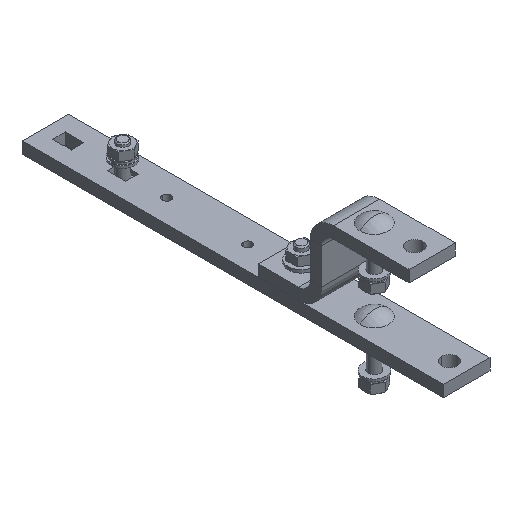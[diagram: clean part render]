
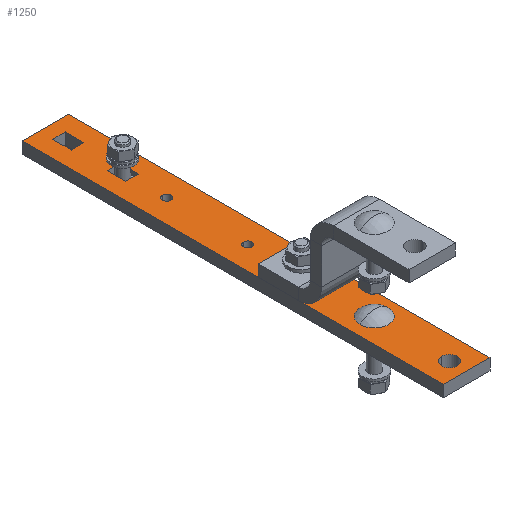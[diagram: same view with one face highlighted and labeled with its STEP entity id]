
A CAD part, isometric view. The second image highlights one B-rep face of the part: STEP entity #1250.
In plain terms, the highlighted planar face has unit normal (0, 0, 1).
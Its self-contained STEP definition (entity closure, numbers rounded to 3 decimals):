
#1250=ADVANCED_FACE('',(#2217,#2218,#2219,#2220,#2221,#2222,#2223,#2224),#2225,.F.);
#2217=FACE_OUTER_BOUND('',#3094,.T.);
#2218=FACE_BOUND('',#3095,.T.);
#2219=FACE_BOUND('',#3096,.T.);
#2220=FACE_BOUND('',#3097,.T.);
#2221=FACE_BOUND('',#3098,.T.);
#2222=FACE_BOUND('',#3099,.T.);
#2223=FACE_BOUND('',#3100,.T.);
#2224=FACE_BOUND('',#3101,.T.);
#2225=PLANE('',#3102);
#3094=EDGE_LOOP('',(#5195,#5196,#5197,#5198));
#3095=EDGE_LOOP('',(#5199,#5200));
#3096=EDGE_LOOP('',(#5201,#5202));
#3097=EDGE_LOOP('',(#5203,#5204,#5205,#5206));
#3098=EDGE_LOOP('',(#5207,#5208));
#3099=EDGE_LOOP('',(#5209,#5210,#5211,#5212));
#3100=EDGE_LOOP('',(#5213,#5214,#5215,#5216));
#3101=EDGE_LOOP('',(#5217,#5218,#5219,#5220));
#3102=AXIS2_PLACEMENT_3D('',#5221,#5222,#5223);
#5195=ORIENTED_EDGE('',*,*,#6199,.T.);
#5196=ORIENTED_EDGE('',*,*,#6200,.F.);
#5197=ORIENTED_EDGE('',*,*,#6201,.F.);
#5198=ORIENTED_EDGE('',*,*,#6202,.T.);
#5199=ORIENTED_EDGE('',*,*,#6190,.F.);
#5200=ORIENTED_EDGE('',*,*,#6188,.F.);
#5201=ORIENTED_EDGE('',*,*,#6193,.F.);
#5202=ORIENTED_EDGE('',*,*,#6183,.F.);
#5203=ORIENTED_EDGE('',*,*,#6203,.F.);
#5204=ORIENTED_EDGE('',*,*,#6204,.F.);
#5205=ORIENTED_EDGE('',*,*,#6205,.F.);
#5206=ORIENTED_EDGE('',*,*,#6206,.F.);
#5207=ORIENTED_EDGE('',*,*,#6196,.F.);
#5208=ORIENTED_EDGE('',*,*,#6178,.F.);
#5209=ORIENTED_EDGE('',*,*,#6207,.F.);
#5210=ORIENTED_EDGE('',*,*,#6208,.F.);
#5211=ORIENTED_EDGE('',*,*,#6209,.F.);
#5212=ORIENTED_EDGE('',*,*,#6210,.F.);
#5213=ORIENTED_EDGE('',*,*,#6211,.F.);
#5214=ORIENTED_EDGE('',*,*,#6212,.F.);
#5215=ORIENTED_EDGE('',*,*,#6213,.F.);
#5216=ORIENTED_EDGE('',*,*,#6214,.F.);
#5217=ORIENTED_EDGE('',*,*,#6215,.F.);
#5218=ORIENTED_EDGE('',*,*,#6216,.F.);
#5219=ORIENTED_EDGE('',*,*,#6217,.F.);
#5220=ORIENTED_EDGE('',*,*,#6218,.F.);
#5221=CARTESIAN_POINT('',(40.0,364.5,54.0));
#5222=DIRECTION('',(0.,0.,-1.0));
#5223=DIRECTION('',(0.,1.0,0.));
#6178=EDGE_CURVE('',#7361,#7357,#7363,.T.);
#6183=EDGE_CURVE('',#7370,#7366,#7372,.T.);
#6188=EDGE_CURVE('',#7379,#7375,#7381,.T.);
#6190=EDGE_CURVE('',#7375,#7379,#7383,.T.);
#6193=EDGE_CURVE('',#7366,#7370,#7386,.T.);
#6196=EDGE_CURVE('',#7357,#7361,#7389,.T.);
#6199=EDGE_CURVE('',#7392,#7393,#7394,.T.);
#6200=EDGE_CURVE('',#7395,#7393,#7396,.T.);
#6201=EDGE_CURVE('',#7397,#7395,#7398,.T.);
#6202=EDGE_CURVE('',#7397,#7392,#7399,.T.);
#6203=EDGE_CURVE('',#7400,#7401,#7402,.T.);
#6204=EDGE_CURVE('',#7403,#7400,#7404,.T.);
#6205=EDGE_CURVE('',#7405,#7403,#7406,.T.);
#6206=EDGE_CURVE('',#7401,#7405,#7407,.T.);
#6207=EDGE_CURVE('',#7408,#7409,#7410,.T.);
#6208=EDGE_CURVE('',#7411,#7408,#7412,.T.);
#6209=EDGE_CURVE('',#7413,#7411,#7414,.T.);
#6210=EDGE_CURVE('',#7409,#7413,#7415,.T.);
#6211=EDGE_CURVE('',#7416,#7417,#7418,.T.);
#6212=EDGE_CURVE('',#7419,#7416,#7420,.T.);
#6213=EDGE_CURVE('',#7421,#7419,#7422,.T.);
#6214=EDGE_CURVE('',#7417,#7421,#7423,.T.);
#6215=EDGE_CURVE('',#7424,#7425,#7426,.T.);
#6216=EDGE_CURVE('',#7427,#7424,#7428,.T.);
#6217=EDGE_CURVE('',#7429,#7427,#7430,.T.);
#6218=EDGE_CURVE('',#7425,#7429,#7431,.T.);
#7357=VERTEX_POINT('',#9378);
#7361=VERTEX_POINT('',#9383);
#7363=CIRCLE('',#9386,7.);
#7366=VERTEX_POINT('',#9389);
#7370=VERTEX_POINT('',#9394);
#7372=CIRCLE('',#9397,3.7);
#7375=VERTEX_POINT('',#9400);
#7379=VERTEX_POINT('',#9405);
#7381=CIRCLE('',#9408,3.7);
#7383=CIRCLE('',#9410,3.7);
#7386=CIRCLE('',#9413,3.7);
#7389=CIRCLE('',#9416,7.);
#7392=VERTEX_POINT('',#9419);
#7393=VERTEX_POINT('',#9420);
#7394=LINE('',#9421,#9422);
#7395=VERTEX_POINT('',#9423);
#7396=LINE('',#9424,#9425);
#7397=VERTEX_POINT('',#9426);
#7398=LINE('',#9427,#9428);
#7399=LINE('',#9429,#9430);
#7400=VERTEX_POINT('',#9431);
#7401=VERTEX_POINT('',#9432);
#7402=LINE('',#9433,#9434);
#7403=VERTEX_POINT('',#9435);
#7404=LINE('',#9436,#9437);
#7405=VERTEX_POINT('',#9438);
#7406=LINE('',#9439,#9440);
#7407=LINE('',#9441,#9442);
#7408=VERTEX_POINT('',#9443);
#7409=VERTEX_POINT('',#9444);
#7410=LINE('',#9445,#9446);
#7411=VERTEX_POINT('',#9447);
#7412=LINE('',#9448,#9449);
#7413=VERTEX_POINT('',#9450);
#7414=LINE('',#9451,#9452);
#7415=LINE('',#9453,#9454);
#7416=VERTEX_POINT('',#9455);
#7417=VERTEX_POINT('',#9456);
#7418=LINE('',#9457,#9458);
#7419=VERTEX_POINT('',#9459);
#7420=LINE('',#9460,#9461);
#7421=VERTEX_POINT('',#9462);
#7422=LINE('',#9463,#9464);
#7423=LINE('',#9465,#9466);
#7424=VERTEX_POINT('',#9467);
#7425=VERTEX_POINT('',#9468);
#7426=LINE('',#9469,#9470);
#7427=VERTEX_POINT('',#9471);
#7428=LINE('',#9472,#9473);
#7429=VERTEX_POINT('',#9474);
#7430=LINE('',#9475,#9476);
#7431=LINE('',#9477,#9478);
#9378=CARTESIAN_POINT('',(20.0,22.0,54.0));
#9383=CARTESIAN_POINT('',(20.0,8.0,54.0));
#9386=AXIS2_PLACEMENT_3D('',#10454,#10455,#10456);
#9389=CARTESIAN_POINT('',(20.0,263.2,54.0));
#9394=CARTESIAN_POINT('',(20.0,255.8,54.0));
#9397=AXIS2_PLACEMENT_3D('',#10462,#10463,#10464);
#9400=CARTESIAN_POINT('',(20.0,193.2,54.0));
#9405=CARTESIAN_POINT('',(20.0,185.8,54.0));
#9408=AXIS2_PLACEMENT_3D('',#10470,#10471,#10472);
#9410=AXIS2_PLACEMENT_3D('',#10473,#10474,#10475);
#9413=AXIS2_PLACEMENT_3D('',#10479,#10480,#10481);
#9416=AXIS2_PLACEMENT_3D('',#10485,#10486,#10487);
#9419=CARTESIAN_POINT('',(0.0,364.5,54.0));
#9420=CARTESIAN_POINT('',(0.,0.0,54.0));
#9421=CARTESIAN_POINT('',(0.0,364.5,54.0));
#9422=VECTOR('',#10491,1000.0);
#9423=CARTESIAN_POINT('',(40.0,0.0,54.0));
#9424=CARTESIAN_POINT('',(40.0,0.0,54.0));
#9425=VECTOR('',#10492,1000.0);
#9426=CARTESIAN_POINT('',(40.0,364.5,54.0));
#9427=CARTESIAN_POINT('',(40.0,364.5,54.0));
#9428=VECTOR('',#10493,1000.0);
#9429=CARTESIAN_POINT('',(40.0,364.5,54.0));
#9430=VECTOR('',#10494,1000.0);
#9431=CARTESIAN_POINT('',(14.5,88.0,54.0));
#9432=CARTESIAN_POINT('',(14.5,72.0,54.0));
#9433=CARTESIAN_POINT('',(14.5,72.0,54.0));
#9434=VECTOR('',#10495,1000.0);
#9435=CARTESIAN_POINT('',(25.5,88.0,54.0));
#9436=CARTESIAN_POINT('',(25.5,88.0,54.0));
#9437=VECTOR('',#10496,1000.0);
#9438=CARTESIAN_POINT('',(25.5,72.0,54.0));
#9439=CARTESIAN_POINT('',(25.5,72.0,54.0));
#9440=VECTOR('',#10497,1000.0);
#9441=CARTESIAN_POINT('',(25.5,72.0,54.0));
#9442=VECTOR('',#10498,1000.0);
#9443=CARTESIAN_POINT('',(14.5,151.0,54.0));
#9444=CARTESIAN_POINT('',(14.5,135.0,54.0));
#9445=CARTESIAN_POINT('',(14.5,135.0,54.0));
#9446=VECTOR('',#10499,1000.0);
#9447=CARTESIAN_POINT('',(25.5,151.0,54.0));
#9448=CARTESIAN_POINT('',(25.5,151.0,54.0));
#9449=VECTOR('',#10500,1000.0);
#9450=CARTESIAN_POINT('',(25.5,135.0,54.0));
#9451=CARTESIAN_POINT('',(25.5,135.0,54.0));
#9452=VECTOR('',#10501,1000.0);
#9453=CARTESIAN_POINT('',(25.5,135.0,54.0));
#9454=VECTOR('',#10502,1000.0);
#9455=CARTESIAN_POINT('',(14.5,352.5,54.0));
#9456=CARTESIAN_POINT('',(14.5,336.5,54.0));
#9457=CARTESIAN_POINT('',(14.5,336.5,54.0));
#9458=VECTOR('',#10503,1000.0);
#9459=CARTESIAN_POINT('',(25.5,352.5,54.0));
#9460=CARTESIAN_POINT('',(25.5,352.5,54.0));
#9461=VECTOR('',#10504,1000.0);
#9462=CARTESIAN_POINT('',(25.5,336.5,54.0));
#9463=CARTESIAN_POINT('',(25.5,336.5,54.0));
#9464=VECTOR('',#10505,1000.0);
#9465=CARTESIAN_POINT('',(25.5,336.5,54.0));
#9466=VECTOR('',#10506,1000.0);
#9467=CARTESIAN_POINT('',(14.5,305.5,54.0));
#9468=CARTESIAN_POINT('',(14.5,289.5,54.0));
#9469=CARTESIAN_POINT('',(14.5,289.5,54.0));
#9470=VECTOR('',#10507,1000.0);
#9471=CARTESIAN_POINT('',(25.5,305.5,54.0));
#9472=CARTESIAN_POINT('',(25.5,305.5,54.0));
#9473=VECTOR('',#10508,1000.0);
#9474=CARTESIAN_POINT('',(25.5,289.5,54.0));
#9475=CARTESIAN_POINT('',(25.5,289.5,54.0));
#9476=VECTOR('',#10509,1000.0);
#9477=CARTESIAN_POINT('',(25.5,289.5,54.0));
#9478=VECTOR('',#10510,1000.0);
#10454=CARTESIAN_POINT('',(20.0,15.0,54.0));
#10455=DIRECTION('',(0.,0.,1.0));
#10456=DIRECTION('',(0.,1.0,0.));
#10462=CARTESIAN_POINT('',(20.0,259.5,54.0));
#10463=DIRECTION('',(0.,0.,1.0));
#10464=DIRECTION('',(0.,1.0,0.));
#10470=CARTESIAN_POINT('',(20.0,189.5,54.0));
#10471=DIRECTION('',(0.,0.,1.0));
#10472=DIRECTION('',(0.,1.0,0.));
#10473=CARTESIAN_POINT('',(20.0,189.5,54.0));
#10474=DIRECTION('',(0.,0.,1.0));
#10475=DIRECTION('',(0.,1.0,0.));
#10479=CARTESIAN_POINT('',(20.0,259.5,54.0));
#10480=DIRECTION('',(0.,0.,1.0));
#10481=DIRECTION('',(0.,1.0,0.));
#10485=CARTESIAN_POINT('',(20.0,15.0,54.0));
#10486=DIRECTION('',(0.,0.,1.0));
#10487=DIRECTION('',(0.,1.0,0.));
#10491=DIRECTION('',(0.,-1.0,0.));
#10492=DIRECTION('',(-1.0,0.,0.));
#10493=DIRECTION('',(0.,-1.0,0.));
#10494=DIRECTION('',(-1.0,0.,0.));
#10495=DIRECTION('',(0.,-1.0,0.));
#10496=DIRECTION('',(-1.0,0.,0.));
#10497=DIRECTION('',(0.,1.0,0.));
#10498=DIRECTION('',(1.0,0.,0.));
#10499=DIRECTION('',(0.,-1.0,0.));
#10500=DIRECTION('',(-1.0,0.,0.));
#10501=DIRECTION('',(0.,1.0,0.));
#10502=DIRECTION('',(1.0,0.,0.));
#10503=DIRECTION('',(0.,-1.0,0.));
#10504=DIRECTION('',(-1.0,0.,0.));
#10505=DIRECTION('',(0.,1.0,0.));
#10506=DIRECTION('',(1.0,0.,0.));
#10507=DIRECTION('',(0.,-1.0,0.));
#10508=DIRECTION('',(-1.0,0.,0.));
#10509=DIRECTION('',(0.,1.0,0.));
#10510=DIRECTION('',(1.0,0.,0.));
